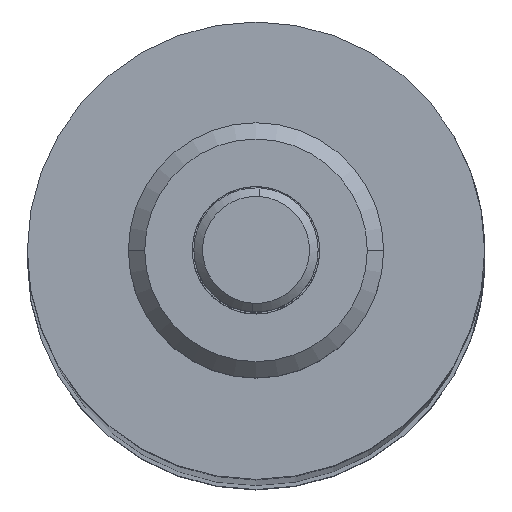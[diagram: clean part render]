
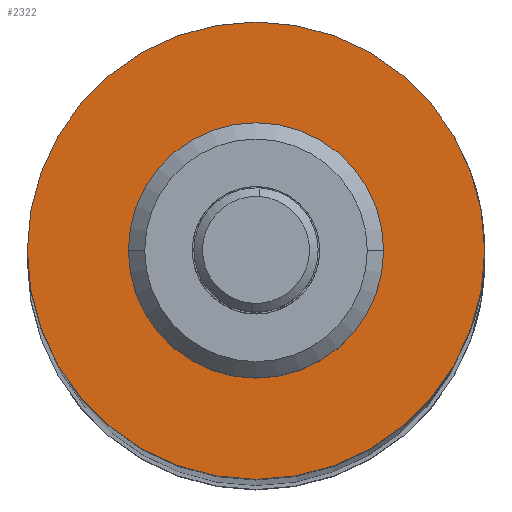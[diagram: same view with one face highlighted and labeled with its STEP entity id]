
A CAD part, top view. The second image highlights one B-rep face of the part: STEP entity #2322.
In plain terms, the highlighted face is planar.
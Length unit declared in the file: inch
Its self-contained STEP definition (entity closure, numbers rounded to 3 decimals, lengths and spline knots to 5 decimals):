
#21 = EDGE_CURVE ( 'NONE', #243, #2873, #292, .T. ) ;
#181 = CARTESIAN_POINT ( 'NONE',  ( 0.62, 0., 0.31125 ) ) ;
#243 = VERTEX_POINT ( 'NONE', #181 ) ;
#247 = CIRCLE ( 'NONE', #413, 0.31125 ) ;
#292 = CIRCLE ( 'NONE', #2478, 0.31125 ) ;
#413 = AXIS2_PLACEMENT_3D ( 'NONE', #2155, #748, #2394 ) ;
#468 = EDGE_CURVE ( 'NONE', #2780, #643, #2330, .T. ) ;
#577 = ORIENTED_EDGE ( 'NONE', *, *, #21, .F. ) ;
#643 = VERTEX_POINT ( 'NONE', #2913 ) ;
#748 = DIRECTION ( 'NONE',  ( -1., 0., 0. ) ) ;
#854 = CARTESIAN_POINT ( 'NONE',  ( 0.62, 0.56, 0. ) ) ;
#1023 = CARTESIAN_POINT ( 'NONE',  ( 0.62, 0., 0. ) ) ;
#1070 = ORIENTED_EDGE ( 'NONE', *, *, #1410, .F. ) ;
#1091 = DIRECTION ( 'NONE',  ( 0., 0., -1. ) ) ;
#1229 = AXIS2_PLACEMENT_3D ( 'NONE', #2731, #1325, #2955 ) ;
#1264 = DIRECTION ( 'NONE',  ( 0., 0., 1. ) ) ;
#1289 = CARTESIAN_POINT ( 'NONE',  ( 0.62, 0., 0. ) ) ;
#1325 = DIRECTION ( 'NONE',  ( -1., 0., 0. ) ) ;
#1410 = EDGE_CURVE ( 'NONE', #2873, #243, #247, .T. ) ;
#1417 = FACE_OUTER_BOUND ( 'NONE', #2581, .T. ) ;
#1514 = DIRECTION ( 'NONE',  ( 0., 0., 1. ) ) ;
#1682 = AXIS2_PLACEMENT_3D ( 'NONE', #854, #2491, #1091 ) ;
#1842 = FACE_BOUND ( 'NONE', #2874, .T. ) ;
#1858 = CIRCLE ( 'NONE', #1229, 0.56 ) ;
#2030 = ORIENTED_EDGE ( 'NONE', *, *, #2824, .T. ) ;
#2046 = AXIS2_PLACEMENT_3D ( 'NONE', #1289, #2911, #1514 ) ;
#2155 = CARTESIAN_POINT ( 'NONE',  ( 0.62, 0., 0. ) ) ;
#2245 = CARTESIAN_POINT ( 'NONE',  ( 0.62, 0., 0.56 ) ) ;
#2266 = PLANE ( 'NONE',  #1682 ) ;
#2322 = ADVANCED_FACE ( 'NONE', ( #1842, #1417 ), #2266, .F. ) ;
#2330 = CIRCLE ( 'NONE', #2046, 0.56 ) ;
#2394 = DIRECTION ( 'NONE',  ( 0., 0., 1. ) ) ;
#2478 = AXIS2_PLACEMENT_3D ( 'NONE', #1023, #2652, #1264 ) ;
#2491 = DIRECTION ( 'NONE',  ( 1., 0., 0. ) ) ;
#2581 = EDGE_LOOP ( 'NONE', ( #2851, #2030 ) ) ;
#2652 = DIRECTION ( 'NONE',  ( -1., 0., 0. ) ) ;
#2731 = CARTESIAN_POINT ( 'NONE',  ( 0.62, 0., 0. ) ) ;
#2780 = VERTEX_POINT ( 'NONE', #2245 ) ;
#2824 = EDGE_CURVE ( 'NONE', #643, #2780, #1858, .T. ) ;
#2851 = ORIENTED_EDGE ( 'NONE', *, *, #468, .T. ) ;
#2864 = CARTESIAN_POINT ( 'NONE',  ( 0.62, 0., -0.31125 ) ) ;
#2873 = VERTEX_POINT ( 'NONE', #2864 ) ;
#2874 = EDGE_LOOP ( 'NONE', ( #577, #1070 ) ) ;
#2911 = DIRECTION ( 'NONE',  ( -1., 0., 0. ) ) ;
#2913 = CARTESIAN_POINT ( 'NONE',  ( 0.62, 0., -0.56 ) ) ;
#2955 = DIRECTION ( 'NONE',  ( 0., 0., 1. ) ) ;
